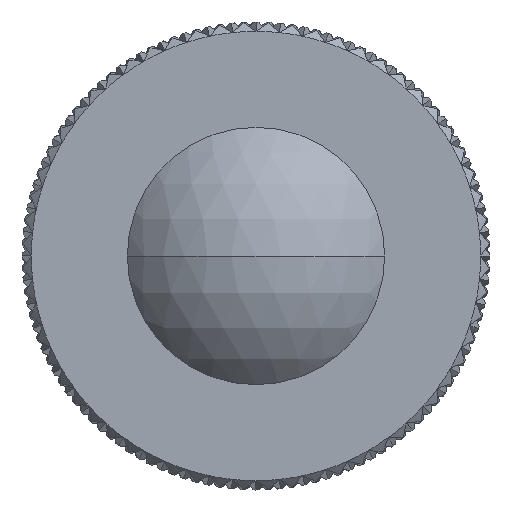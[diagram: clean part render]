
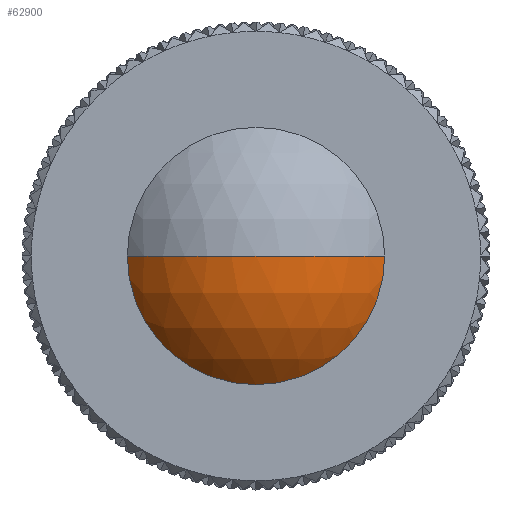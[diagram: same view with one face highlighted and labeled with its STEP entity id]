
A CAD part, left-side view. The second image highlights one B-rep face of the part: STEP entity #62900.
In plain terms, the highlighted spherical face has radius 3.5 mm.
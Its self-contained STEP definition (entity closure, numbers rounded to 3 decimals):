
#2409 = CARTESIAN_POINT ( 'NONE',  ( -2.165, 2.75, 0. ) ) ;
#2981 = VERTEX_POINT ( 'NONE', #56511 ) ;
#5342 = ORIENTED_EDGE ( 'NONE', *, *, #59643, .T. ) ;
#6473 = CIRCLE ( 'NONE', #78279, 3.5 ) ;
#8797 = EDGE_CURVE ( 'NONE', #29739, #2981, #6473, .T. ) ;
#13734 = EDGE_CURVE ( 'NONE', #59183, #2981, #56698, .T. ) ;
#14935 = CARTESIAN_POINT ( 'NONE',  ( -2.165, -2.75, 0. ) ) ;
#17535 = EDGE_CURVE ( 'NONE', #59183, #57921, #96834, .T. ) ;
#19330 = DIRECTION ( 'NONE',  ( -1., 0., 0. ) ) ;
#22192 = DIRECTION ( 'NONE',  ( 0., 1., 0. ) ) ;
#26093 = DIRECTION ( 'NONE',  ( 0., 1., 0. ) ) ;
#29739 = VERTEX_POINT ( 'NONE', #14935 ) ;
#30024 = CARTESIAN_POINT ( 'NONE',  ( 0., 0., 0. ) ) ;
#31827 = AXIS2_PLACEMENT_3D ( 'NONE', #51667, #66849, #67359 ) ;
#34271 = DIRECTION ( 'NONE',  ( 1., 0., 0. ) ) ;
#34988 = ORIENTED_EDGE ( 'NONE', *, *, #13734, .F. ) ;
#36724 = AXIS2_PLACEMENT_3D ( 'NONE', #90977, #19330, #64901 ) ;
#50004 = DIRECTION ( 'NONE',  ( 0., 0., 1. ) ) ;
#51667 = CARTESIAN_POINT ( 'NONE',  ( -2.165, 0., 0. ) ) ;
#56511 = CARTESIAN_POINT ( 'NONE',  ( -3.5, 0., 0. ) ) ;
#56698 = CIRCLE ( 'NONE', #68429, 3.5 ) ;
#57921 = VERTEX_POINT ( 'NONE', #97834 ) ;
#59183 = VERTEX_POINT ( 'NONE', #2409 ) ;
#59643 = EDGE_CURVE ( 'NONE', #57921, #29739, #97019, .T. ) ;
#62900 = ADVANCED_FACE ( 'NONE', ( #92811 ), #78162, .T. ) ;
#64901 = DIRECTION ( 'NONE',  ( 0., 0., 1. ) ) ;
#65251 = EDGE_LOOP ( 'NONE', ( #5342, #84033, #34988, #92753 ) ) ;
#65389 = CARTESIAN_POINT ( 'NONE',  ( 0., 0., 0. ) ) ;
#66849 = DIRECTION ( 'NONE',  ( -1., 0., 0. ) ) ;
#67359 = DIRECTION ( 'NONE',  ( 0., 0., 1. ) ) ;
#68429 = AXIS2_PLACEMENT_3D ( 'NONE', #81410, #50004, #34271 ) ;
#68602 = AXIS2_PLACEMENT_3D ( 'NONE', #30024, #94349, #22192 ) ;
#78162 = SPHERICAL_SURFACE ( 'NONE', #68602, 3.5 ) ;
#78279 = AXIS2_PLACEMENT_3D ( 'NONE', #65389, #99304, #26093 ) ;
#81410 = CARTESIAN_POINT ( 'NONE',  ( 0., 0., 0. ) ) ;
#84033 = ORIENTED_EDGE ( 'NONE', *, *, #8797, .T. ) ;
#90977 = CARTESIAN_POINT ( 'NONE',  ( -2.165, 0., 0. ) ) ;
#92753 = ORIENTED_EDGE ( 'NONE', *, *, #17535, .T. ) ;
#92811 = FACE_OUTER_BOUND ( 'NONE', #65251, .T. ) ;
#94349 = DIRECTION ( 'NONE',  ( 0., 0., -1. ) ) ;
#96834 = CIRCLE ( 'NONE', #36724, 2.75 ) ;
#97019 = CIRCLE ( 'NONE', #31827, 2.75 ) ;
#97834 = CARTESIAN_POINT ( 'NONE',  ( -2.165, 0., -2.75 ) ) ;
#99304 = DIRECTION ( 'NONE',  ( 0., 0., -1. ) ) ;
